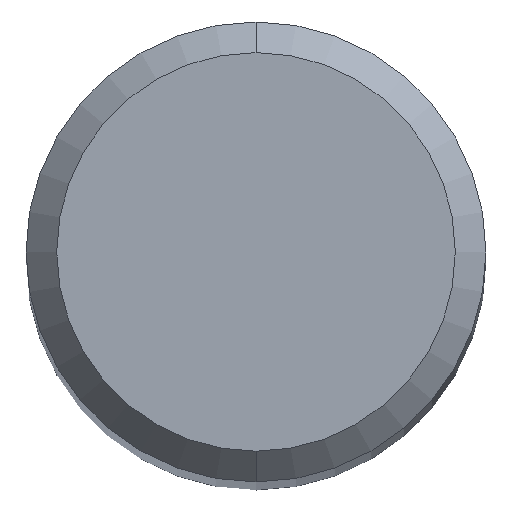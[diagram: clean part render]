
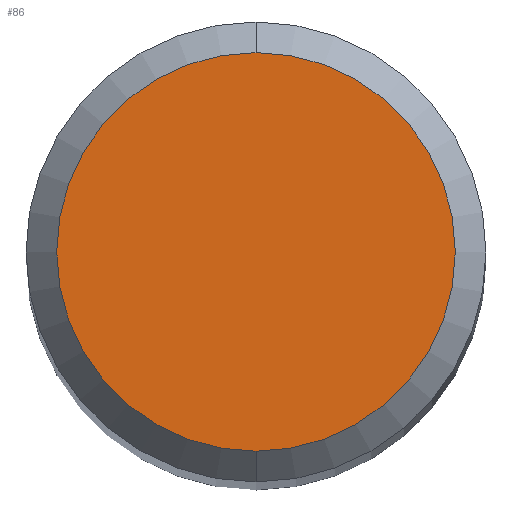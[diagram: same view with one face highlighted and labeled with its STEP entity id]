
A CAD part, top view. The second image highlights one B-rep face of the part: STEP entity #86.
In plain terms, the highlighted planar face has unit normal (0, 0, 1).
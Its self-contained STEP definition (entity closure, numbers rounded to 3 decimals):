
#86=ADVANCED_FACE('',(#211),#212,.T.);
#94=EDGE_CURVE('',#150,#104,#221,.T.);
#104=VERTEX_POINT('',#232);
#142=EDGE_CURVE('',#104,#150,#276,.T.);
#150=VERTEX_POINT('',#285);
#211=FACE_OUTER_BOUND('',#343,.T.);
#212=PLANE('',#344);
#221=CIRCLE('',#354,2.6);
#232=CARTESIAN_POINT('',(0.,-2.6,0.0));
#276=CIRCLE('',#422,2.6);
#285=CARTESIAN_POINT('',(0.0,2.6,0.0));
#343=EDGE_LOOP('',(#494,#495));
#344=AXIS2_PLACEMENT_3D('',#496,#497,#498);
#354=AXIS2_PLACEMENT_3D('',#507,#508,#509);
#422=AXIS2_PLACEMENT_3D('',#585,#586,#587);
#494=ORIENTED_EDGE('',*,*,#94,.F.);
#495=ORIENTED_EDGE('',*,*,#142,.F.);
#496=CARTESIAN_POINT('',(0.0,1.3,0.0));
#497=DIRECTION('',(-0.0,0.0,1.0));
#498=DIRECTION('',(0.0,-1.0,0.0));
#507=CARTESIAN_POINT('',(0.0,0.0,0.0));
#508=DIRECTION('',(0.0,0.0,-1.0));
#509=DIRECTION('',(0.0,1.0,0.0));
#585=CARTESIAN_POINT('',(0.0,0.0,0.0));
#586=DIRECTION('',(0.0,0.0,-1.0));
#587=DIRECTION('',(0.0,1.0,0.0));
